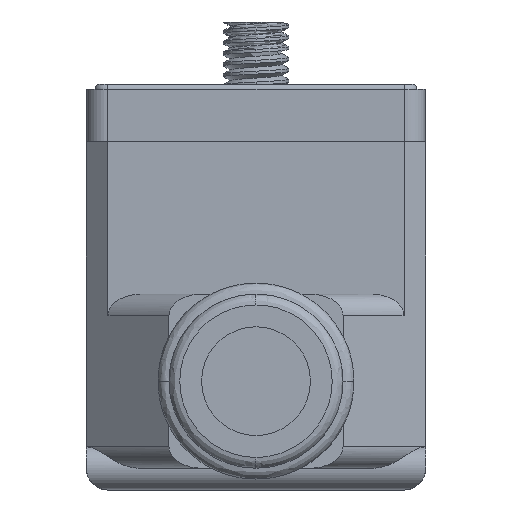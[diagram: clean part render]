
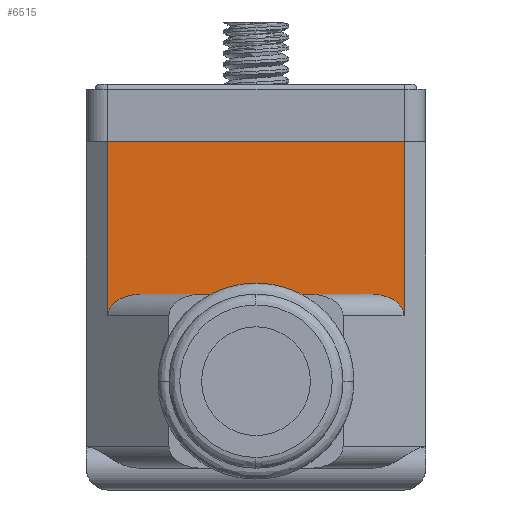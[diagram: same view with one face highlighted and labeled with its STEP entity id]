
A CAD part, left-side view. The second image highlights one B-rep face of the part: STEP entity #6515.
In plain terms, the highlighted planar face has unit normal (-1, 0, 0).
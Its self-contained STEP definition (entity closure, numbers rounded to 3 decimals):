
#220 = DIRECTION ( 'NONE',  ( 0., 1., 0. ) ) ;
#289 = VERTEX_POINT ( 'NONE', #6073 ) ;
#583 = PLANE ( 'NONE',  #4088 ) ;
#731 = CARTESIAN_POINT ( 'NONE',  ( -10.9, -5.299, 9. ) ) ;
#734 = CARTESIAN_POINT ( 'NONE',  ( -10.9, -6.178, 9. ) ) ;
#745 = CARTESIAN_POINT ( 'NONE',  ( -10.9, -6.8, 8. ) ) ;
#881 = CARTESIAN_POINT ( 'NONE',  ( -10.9, -6.8, 8.586 ) ) ;
#909 = DIRECTION ( 'NONE',  ( 0., 0., 1. ) ) ;
#928 = CARTESIAN_POINT ( 'NONE',  ( -10.9, 6.8, 5. ) ) ;
#1149 = VECTOR ( 'NONE', #2852, 1000. ) ;
#1159 = DIRECTION ( 'NONE',  ( 0., 0., -1. ) ) ;
#1420 = VERTEX_POINT ( 'NONE', #2294 ) ;
#1447 = VERTEX_POINT ( 'NONE', #2241 ) ;
#1485 = EDGE_CURVE ( 'NONE', #1420, #4724, #4251, .T. ) ;
#1806 =( BOUNDED_CURVE ( )  B_SPLINE_CURVE ( 3, ( #745, #881, #734, #731 ),
 .UNSPECIFIED., .F., .T. ) 
 B_SPLINE_CURVE_WITH_KNOTS ( ( 4, 4 ),
 ( 3.142, 4.712 ),
 .UNSPECIFIED. ) 
 CURVE ( )  GEOMETRIC_REPRESENTATION_ITEM ( )  RATIONAL_B_SPLINE_CURVE ( ( 1., 0.805, 0.805, 1. ) ) 
 REPRESENTATION_ITEM ( '' )  );
#1816 = LINE ( 'NONE', #7467, #1149 ) ;
#1825 = EDGE_CURVE ( 'NONE', #4724, #4804, #4199, .T. ) ;
#1843 = EDGE_CURVE ( 'NONE', #289, #1447, #1806, .T. ) ;
#1950 = CARTESIAN_POINT ( 'NONE',  ( -10.9, 6.8, 8. ) ) ;
#1969 = CARTESIAN_POINT ( 'NONE',  ( -10.9, 6.8, 8.586 ) ) ;
#1983 = CARTESIAN_POINT ( 'NONE',  ( -10.9, 6.178, 9. ) ) ;
#2003 = CARTESIAN_POINT ( 'NONE',  ( -10.9, 5.299, 9. ) ) ;
#2241 = CARTESIAN_POINT ( 'NONE',  ( -10.9, -5.299, 9. ) ) ;
#2249 = ORIENTED_EDGE ( 'NONE', *, *, #1825, .F. ) ;
#2294 = CARTESIAN_POINT ( 'NONE',  ( -10.9, 5.299, 9. ) ) ;
#2312 = EDGE_CURVE ( 'NONE', #4804, #3375, #1816, .T. ) ;
#2471 = ORIENTED_EDGE ( 'NONE', *, *, #1843, .F. ) ;
#2499 = FACE_OUTER_BOUND ( 'NONE', #3176, .T. ) ;
#2532 = EDGE_CURVE ( 'NONE', #1447, #1420, #3231, .T. ) ;
#2792 = CARTESIAN_POINT ( 'NONE',  ( -10.9, 6.8, 8. ) ) ;
#2852 = DIRECTION ( 'NONE',  ( 0., -1., 0. ) ) ;
#3058 = ORIENTED_EDGE ( 'NONE', *, *, #1485, .F. ) ;
#3176 = EDGE_LOOP ( 'NONE', ( #2249, #3058, #7971, #2471, #8218, #6264 ) ) ;
#3231 = LINE ( 'NONE', #3323, #3446 ) ;
#3323 = CARTESIAN_POINT ( 'NONE',  ( -10.9, -6.8, 9. ) ) ;
#3375 = VERTEX_POINT ( 'NONE', #5506 ) ;
#3446 = VECTOR ( 'NONE', #220, 1000. ) ;
#3786 = VECTOR ( 'NONE', #909, 1000. ) ;
#3872 = LINE ( 'NONE', #4646, #4616 ) ;
#4088 = AXIS2_PLACEMENT_3D ( 'NONE', #5717, #5095, #1159 ) ;
#4199 = LINE ( 'NONE', #928, #3786 ) ;
#4251 =( BOUNDED_CURVE ( )  B_SPLINE_CURVE ( 3, ( #2003, #1983, #1969, #1950 ),
 .UNSPECIFIED., .F., .F. ) 
 B_SPLINE_CURVE_WITH_KNOTS ( ( 4, 4 ),
 ( 4.712, 6.283 ),
 .UNSPECIFIED. ) 
 CURVE ( )  GEOMETRIC_REPRESENTATION_ITEM ( )  RATIONAL_B_SPLINE_CURVE ( ( 1., 0.805, 0.805, 1. ) ) 
 REPRESENTATION_ITEM ( '' )  );
#4616 = VECTOR ( 'NONE', #4712, 1000. ) ;
#4646 = CARTESIAN_POINT ( 'NONE',  ( -10.9, -6.8, 9. ) ) ;
#4712 = DIRECTION ( 'NONE',  ( 0., 0., -1. ) ) ;
#4724 = VERTEX_POINT ( 'NONE', #2792 ) ;
#4804 = VERTEX_POINT ( 'NONE', #7838 ) ;
#5095 = DIRECTION ( 'NONE',  ( 1., 0., 0. ) ) ;
#5276 = EDGE_CURVE ( 'NONE', #3375, #289, #3872, .T. ) ;
#5506 = CARTESIAN_POINT ( 'NONE',  ( -10.9, -6.8, 16. ) ) ;
#5717 = CARTESIAN_POINT ( 'NONE',  ( -10.9, -6.8, 9. ) ) ;
#6073 = CARTESIAN_POINT ( 'NONE',  ( -10.9, -6.8, 8. ) ) ;
#6264 = ORIENTED_EDGE ( 'NONE', *, *, #2312, .F. ) ;
#6515 = ADVANCED_FACE ( 'NONE', ( #2499 ), #583, .F. ) ;
#7467 = CARTESIAN_POINT ( 'NONE',  ( -10.9, 0., 16. ) ) ;
#7838 = CARTESIAN_POINT ( 'NONE',  ( -10.9, 6.8, 16. ) ) ;
#7971 = ORIENTED_EDGE ( 'NONE', *, *, #2532, .F. ) ;
#8218 = ORIENTED_EDGE ( 'NONE', *, *, #5276, .F. ) ;
